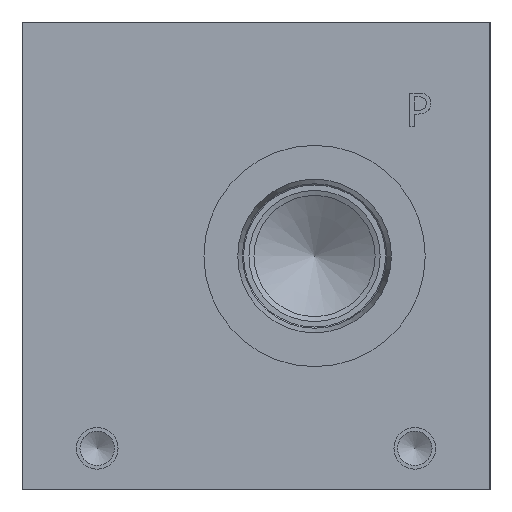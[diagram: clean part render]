
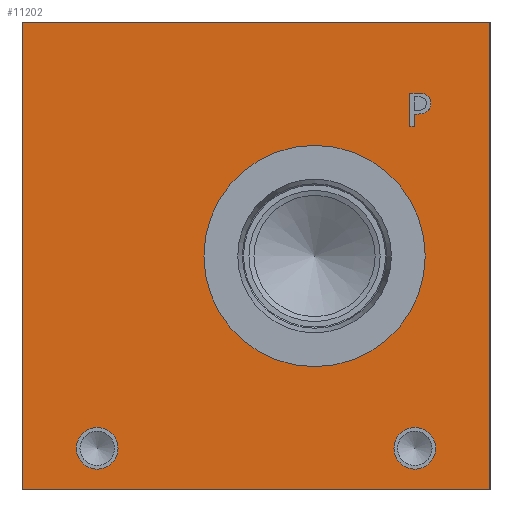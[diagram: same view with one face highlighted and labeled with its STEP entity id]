
A CAD part, left-side view. The second image highlights one B-rep face of the part: STEP entity #11202.
In plain terms, the highlighted planar face has unit normal (-1, 0, 0).
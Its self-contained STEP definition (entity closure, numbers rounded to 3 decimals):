
#131=CIRCLE('',#11815,3.962);
#132=CIRCLE('',#11816,3.962);
#133=CIRCLE('',#11817,3.962);
#134=CIRCLE('',#11818,3.962);
#135=CIRCLE('',#11819,21.019);
#136=CIRCLE('',#11820,21.019);
#384=FACE_BOUND('',#1604,.T.);
#385=FACE_BOUND('',#1605,.T.);
#386=FACE_BOUND('',#1606,.T.);
#387=FACE_BOUND('',#1607,.T.);
#483=B_SPLINE_CURVE_WITH_KNOTS('',2,(#15084,#15085,#15086,#15087),
 .UNSPECIFIED.,.F.,.F.,(3,1,3),(0.,1.,2.),.UNSPECIFIED.);
#485=B_SPLINE_CURVE_WITH_KNOTS('',2,(#15105,#15106,#15107,#15108),
 .UNSPECIFIED.,.F.,.F.,(3,1,3),(0.,1.,2.),.UNSPECIFIED.);
#487=B_SPLINE_CURVE_WITH_KNOTS('',2,(#15154,#15155,#15156,#15157),
 .UNSPECIFIED.,.F.,.F.,(3,1,3),(0.,1.,2.),.UNSPECIFIED.);
#489=B_SPLINE_CURVE_WITH_KNOTS('',2,(#15172,#15173,#15174,#15175),
 .UNSPECIFIED.,.F.,.F.,(3,1,3),(0.,1.,2.),.UNSPECIFIED.);
#996=FACE_OUTER_BOUND('',#1603,.T.);
#1603=EDGE_LOOP('',(#7258,#7259,#7260,#7261));
#1604=EDGE_LOOP('',(#7262,#7263));
#1605=EDGE_LOOP('',(#7264,#7265));
#1606=EDGE_LOOP('',(#7266,#7267));
#1607=EDGE_LOOP('',(#7268,#7269,#7270,#7271,#7272,#7273,#7274,#7275,#7276));
#2314=LINE('',#15117,#3367);
#2317=LINE('',#15123,#3370);
#2320=LINE('',#15129,#3373);
#2323=LINE('',#15135,#3376);
#2326=LINE('',#15141,#3379);
#2330=LINE('',#15184,#3383);
#2331=LINE('',#15186,#3384);
#2332=LINE('',#15188,#3385);
#2333=LINE('',#15189,#3386);
#3367=VECTOR('',#12557,10.);
#3370=VECTOR('',#12562,10.);
#3373=VECTOR('',#12567,10.);
#3376=VECTOR('',#12572,10.);
#3379=VECTOR('',#12577,10.);
#3383=VECTOR('',#12585,10.);
#3384=VECTOR('',#12586,10.);
#3385=VECTOR('',#12587,10.);
#3386=VECTOR('',#12588,10.);
#4410=VERTEX_POINT('',#15082);
#4411=VERTEX_POINT('',#15083);
#4414=VERTEX_POINT('',#15104);
#4416=VERTEX_POINT('',#15116);
#4418=VERTEX_POINT('',#15122);
#4420=VERTEX_POINT('',#15128);
#4422=VERTEX_POINT('',#15134);
#4424=VERTEX_POINT('',#15140);
#4426=VERTEX_POINT('',#15153);
#4428=VERTEX_POINT('',#15182);
#4429=VERTEX_POINT('',#15183);
#4430=VERTEX_POINT('',#15185);
#4431=VERTEX_POINT('',#15187);
#4432=VERTEX_POINT('',#15190);
#4433=VERTEX_POINT('',#15191);
#4434=VERTEX_POINT('',#15194);
#4435=VERTEX_POINT('',#15195);
#4436=VERTEX_POINT('',#15198);
#4437=VERTEX_POINT('',#15199);
#5548=EDGE_CURVE('',#4410,#4411,#483,.T.);
#5552=EDGE_CURVE('',#4414,#4410,#485,.T.);
#5555=EDGE_CURVE('',#4416,#4414,#2314,.T.);
#5558=EDGE_CURVE('',#4418,#4416,#2317,.T.);
#5561=EDGE_CURVE('',#4420,#4418,#2320,.T.);
#5564=EDGE_CURVE('',#4422,#4420,#2323,.T.);
#5567=EDGE_CURVE('',#4424,#4422,#2326,.T.);
#5570=EDGE_CURVE('',#4426,#4424,#487,.T.);
#5573=EDGE_CURVE('',#4411,#4426,#489,.T.);
#5575=EDGE_CURVE('',#4428,#4429,#2330,.T.);
#5576=EDGE_CURVE('',#4429,#4430,#2331,.T.);
#5577=EDGE_CURVE('',#4431,#4430,#2332,.T.);
#5578=EDGE_CURVE('',#4428,#4431,#2333,.T.);
#5579=EDGE_CURVE('',#4432,#4433,#131,.T.);
#5580=EDGE_CURVE('',#4433,#4432,#132,.T.);
#5581=EDGE_CURVE('',#4434,#4435,#133,.T.);
#5582=EDGE_CURVE('',#4435,#4434,#134,.T.);
#5583=EDGE_CURVE('',#4436,#4437,#135,.T.);
#5584=EDGE_CURVE('',#4437,#4436,#136,.T.);
#7258=ORIENTED_EDGE('',*,*,#5575,.T.);
#7259=ORIENTED_EDGE('',*,*,#5576,.T.);
#7260=ORIENTED_EDGE('',*,*,#5577,.F.);
#7261=ORIENTED_EDGE('',*,*,#5578,.F.);
#7262=ORIENTED_EDGE('',*,*,#5579,.T.);
#7263=ORIENTED_EDGE('',*,*,#5580,.T.);
#7264=ORIENTED_EDGE('',*,*,#5581,.T.);
#7265=ORIENTED_EDGE('',*,*,#5582,.T.);
#7266=ORIENTED_EDGE('',*,*,#5583,.T.);
#7267=ORIENTED_EDGE('',*,*,#5584,.T.);
#7268=ORIENTED_EDGE('',*,*,#5548,.T.);
#7269=ORIENTED_EDGE('',*,*,#5573,.T.);
#7270=ORIENTED_EDGE('',*,*,#5570,.T.);
#7271=ORIENTED_EDGE('',*,*,#5567,.T.);
#7272=ORIENTED_EDGE('',*,*,#5564,.T.);
#7273=ORIENTED_EDGE('',*,*,#5561,.T.);
#7274=ORIENTED_EDGE('',*,*,#5558,.T.);
#7275=ORIENTED_EDGE('',*,*,#5555,.T.);
#7276=ORIENTED_EDGE('',*,*,#5552,.T.);
#10426=PLANE('',#11814);
#11202=ADVANCED_FACE('',(#996,#384,#385,#386,#387),#10426,.T.);
#11814=AXIS2_PLACEMENT_3D('',#15181,#12583,#12584);
#11815=AXIS2_PLACEMENT_3D('',#15192,#12589,#12590);
#11816=AXIS2_PLACEMENT_3D('',#15193,#12591,#12592);
#11817=AXIS2_PLACEMENT_3D('',#15196,#12593,#12594);
#11818=AXIS2_PLACEMENT_3D('',#15197,#12595,#12596);
#11819=AXIS2_PLACEMENT_3D('',#15200,#12597,#12598);
#11820=AXIS2_PLACEMENT_3D('',#15201,#12599,#12600);
#12557=DIRECTION('',(0.,-1.,0.));
#12562=DIRECTION('',(0.,0.,1.));
#12567=DIRECTION('',(0.,1.,0.));
#12572=DIRECTION('',(0.,0.,-1.));
#12577=DIRECTION('',(0.,1.,0.));
#12583=DIRECTION('center_axis',(-1.,0.,0.));
#12584=DIRECTION('ref_axis',(0.,-1.,0.));
#12585=DIRECTION('',(0.,-1.,0.));
#12586=DIRECTION('',(0.,0.,1.));
#12587=DIRECTION('',(0.,-1.,0.));
#12588=DIRECTION('',(0.,0.,1.));
#12589=DIRECTION('center_axis',(1.,0.,0.));
#12590=DIRECTION('ref_axis',(0.,1.,0.));
#12591=DIRECTION('center_axis',(1.,0.,0.));
#12592=DIRECTION('ref_axis',(0.,1.,0.));
#12593=DIRECTION('center_axis',(1.,0.,0.));
#12594=DIRECTION('ref_axis',(0.,1.,0.));
#12595=DIRECTION('center_axis',(1.,0.,0.));
#12596=DIRECTION('ref_axis',(0.,1.,0.));
#12597=DIRECTION('center_axis',(1.,0.,0.));
#12598=DIRECTION('ref_axis',(0.,0.,1.));
#12599=DIRECTION('center_axis',(1.,0.,0.));
#12600=DIRECTION('ref_axis',(0.,0.,1.));
#15082=CARTESIAN_POINT('',(0.,11.974,75.01));
#15083=CARTESIAN_POINT('',(0.,11.218,73.492));
#15084=CARTESIAN_POINT('Ctrl Pts',(0.,11.974,75.01));
#15085=CARTESIAN_POINT('Ctrl Pts',(0.,11.619,74.768));
#15086=CARTESIAN_POINT('Ctrl Pts',(0.,11.218,74.022));
#15087=CARTESIAN_POINT('Ctrl Pts',(0.,11.218,73.492));
#15104=CARTESIAN_POINT('',(0.,13.637,75.406));
#15105=CARTESIAN_POINT('Ctrl Pts',(0.,13.637,75.406));
#15106=CARTESIAN_POINT('Ctrl Pts',(0.,13.071,75.406));
#15107=CARTESIAN_POINT('Ctrl Pts',(0.,12.278,75.221));
#15108=CARTESIAN_POINT('Ctrl Pts',(0.,11.974,75.01));
#15116=CARTESIAN_POINT('',(0.,15.232,75.406));
#15117=CARTESIAN_POINT('',(0.,52.066,75.406));
#15122=CARTESIAN_POINT('',(0.,15.232,69.056));
#15123=CARTESIAN_POINT('',(0.,15.232,34.528));
#15128=CARTESIAN_POINT('',(0.,14.388,69.056));
#15129=CARTESIAN_POINT('',(0.,51.644,69.056));
#15134=CARTESIAN_POINT('',(0.,14.388,71.423));
#15135=CARTESIAN_POINT('',(0.,14.388,35.712));
#15140=CARTESIAN_POINT('',(0.,13.673,71.423));
#15141=CARTESIAN_POINT('',(0.,51.286,71.423));
#15153=CARTESIAN_POINT('',(0.,11.774,72.082));
#15154=CARTESIAN_POINT('Ctrl Pts',(0.,11.774,72.082));
#15155=CARTESIAN_POINT('Ctrl Pts',(0.,12.103,71.758));
#15156=CARTESIAN_POINT('Ctrl Pts',(0.,12.993,71.423));
#15157=CARTESIAN_POINT('Ctrl Pts',(0.,13.673,71.423));
#15172=CARTESIAN_POINT('Ctrl Pts',(0.,11.218,73.492));
#15173=CARTESIAN_POINT('Ctrl Pts',(0.,11.218,73.08));
#15174=CARTESIAN_POINT('Ctrl Pts',(0.,11.511,72.339));
#15175=CARTESIAN_POINT('Ctrl Pts',(0.,11.774,72.082));
#15181=CARTESIAN_POINT('Origin',(0.,88.9,0.));
#15182=CARTESIAN_POINT('',(0.,88.9,0.));
#15183=CARTESIAN_POINT('',(0.,0.,0.));
#15184=CARTESIAN_POINT('',(0.,88.9,0.));
#15185=CARTESIAN_POINT('',(0.,0.,88.9));
#15186=CARTESIAN_POINT('',(0.,0.,0.));
#15187=CARTESIAN_POINT('',(0.,88.9,88.9));
#15188=CARTESIAN_POINT('',(0.,88.9,88.9));
#15189=CARTESIAN_POINT('',(0.,88.9,0.));
#15190=CARTESIAN_POINT('',(0.,18.237,7.925));
#15191=CARTESIAN_POINT('',(0.,10.312,7.925));
#15192=CARTESIAN_POINT('Origin',(0.,14.275,7.925));
#15193=CARTESIAN_POINT('Origin',(0.,14.275,7.925));
#15194=CARTESIAN_POINT('',(0.,78.588,7.925));
#15195=CARTESIAN_POINT('',(0.,70.663,7.925));
#15196=CARTESIAN_POINT('Origin',(0.,74.625,7.925));
#15197=CARTESIAN_POINT('Origin',(0.,74.625,7.925));
#15198=CARTESIAN_POINT('',(0.,33.325,65.469));
#15199=CARTESIAN_POINT('',(0.,33.325,23.432));
#15200=CARTESIAN_POINT('Origin',(0.,33.325,44.45));
#15201=CARTESIAN_POINT('Origin',(0.,33.325,44.45));
